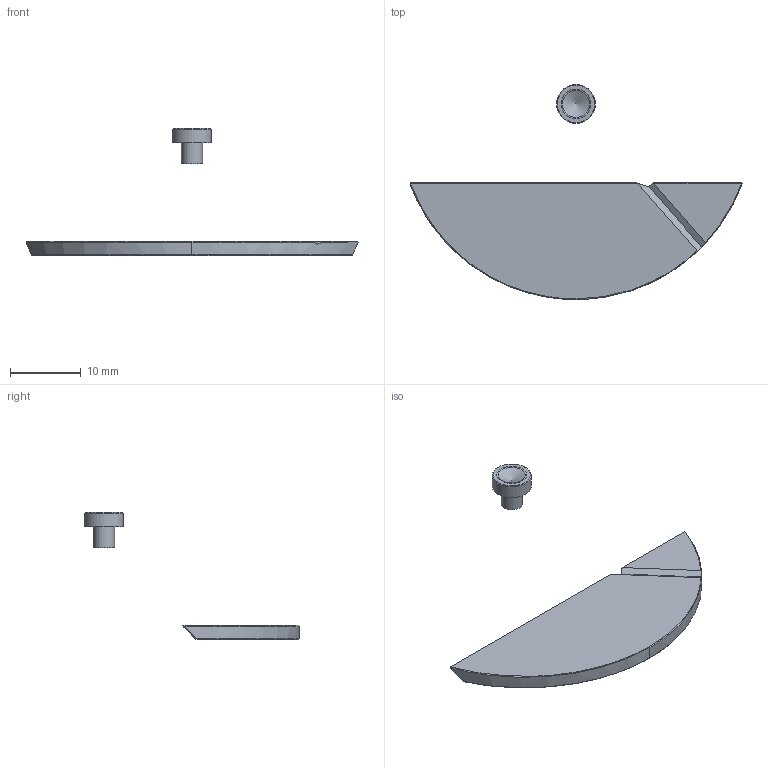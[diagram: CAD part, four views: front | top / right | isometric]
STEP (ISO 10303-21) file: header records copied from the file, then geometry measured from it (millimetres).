
FILE_DESCRIPTION((''),'2;1');
FILE_NAME('Plaque et pion en aluminium.stp','2019-09-24T11:18:01',(''),(''),'STEP Write','Mastercam 2019 ... CNC Software, Inc.','');
FILE_SCHEMA(('AUTOMOTIVE_DESIGN'));
Length unit declared in the file: millimetre
Products named in the file (1): None
Bounding box: 46.89 x 30.35 x 17.95 mm (x, y, z)
Volume: 1099.6 mm3; surface area: 1389.7 mm2
Topology: 2 solids, 2 shells, 32 faces, 65 edges, 38 vertices
Faces by surface type: plane 18, bspline 9, cone 3, cylinder 2
Full cylindrical faces by diameter (mm): 3 x1, 5.5 x1
Entity records: 942 total; most frequent: CARTESIAN_POINT 326, ORIENTED_EDGE 118, DIRECTION 88, EDGE_CURVE 59, EDGE_LOOP 38, VERTEX_POINT 37, STYLED_ITEM 35, AXIS2_PLACEMENT_3D 32
